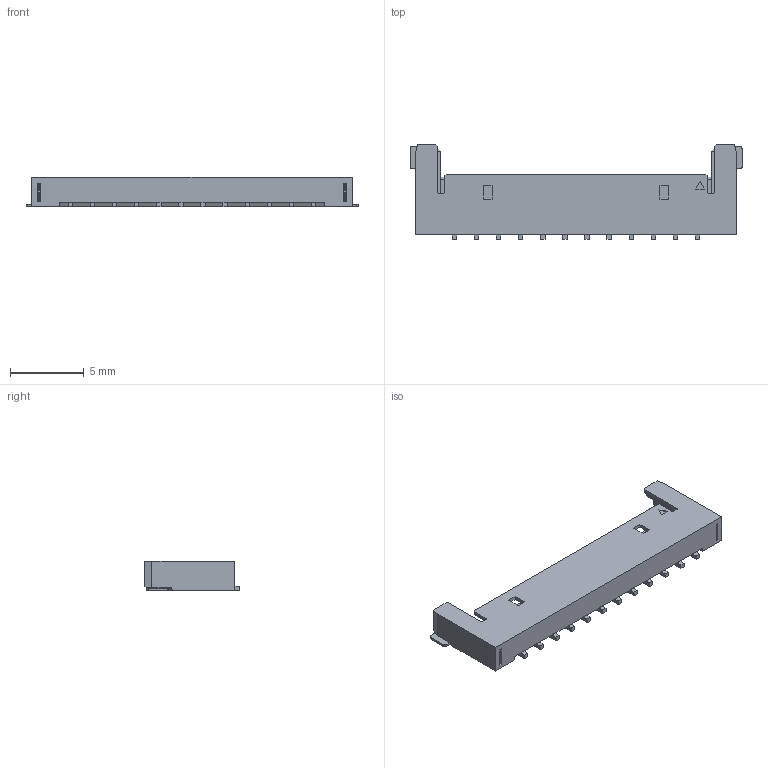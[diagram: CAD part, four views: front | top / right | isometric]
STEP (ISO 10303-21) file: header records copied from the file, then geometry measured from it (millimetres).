
FILE_DESCRIPTION((''),'2;1');
FILE_NAME('5040501291','2019-03-01T',('me'),(''),'PRO/ENGINEER BY PARAMETRIC TECHNOLOGY CORPORATION, 2016010','PRO/ENGINEER BY PARAMETRIC TECHNOLOGY CORPORATION, 2016010','');
FILE_SCHEMA(('CONFIG_CONTROL_DESIGN'));
Length unit declared in the file: millimetre
Products named in the file (1): 5040501291
Bounding box: 22.55 x 6.44 x 2 mm (x, y, z)
Volume: 111.2 mm3; surface area: 515 mm2
Topology: 1 solids, 1 shells, 470 faces, 1337 edges, 872 vertices
Faces by surface type: plane 358, cylinder 88, sphere 24
Entity records: 14978 total; most frequent: CARTESIAN_POINT 2624, ORIENTED_EDGE 2562, DIRECTION 2455, EDGE_CURVE 1281, VECTOR 1161, LINE 1161, VERTEX_POINT 816, AXIS2_PLACEMENT_3D 647
